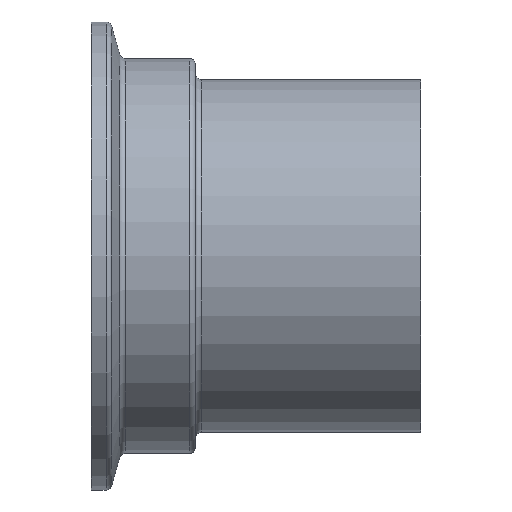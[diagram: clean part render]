
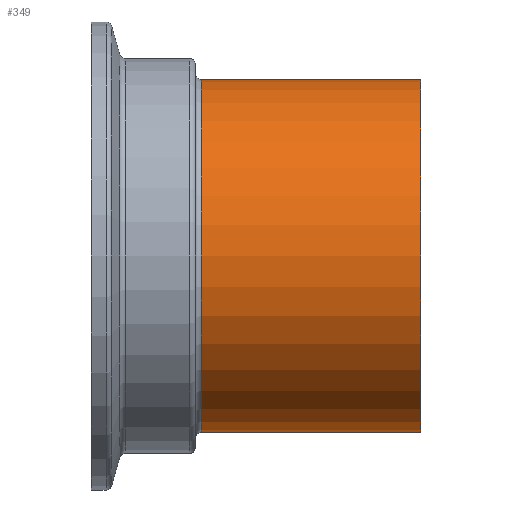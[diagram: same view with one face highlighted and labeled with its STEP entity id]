
A CAD part, front view. The second image highlights one B-rep face of the part: STEP entity #349.
In plain terms, the highlighted cylindrical face has radius 24.15 mm (diameter 48.3 mm), a partial arc.
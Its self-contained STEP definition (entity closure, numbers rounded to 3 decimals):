
#2 = ORIENTED_EDGE ( 'NONE', *, *, #591, .T. ) ;
#18 = VERTEX_POINT ( 'NONE', #103 ) ;
#28 = AXIS2_PLACEMENT_3D ( 'NONE', #486, #420, #114 ) ;
#103 = CARTESIAN_POINT ( 'NONE',  ( 34.62, 5.365, 24.15 ) ) ;
#111 = LINE ( 'NONE', #708, #334 ) ;
#114 = DIRECTION ( 'NONE',  ( 0., 0., 1. ) ) ;
#117 = CARTESIAN_POINT ( 'NONE',  ( 4.62, 5.365, 24.15 ) ) ;
#161 = CARTESIAN_POINT ( 'NONE',  ( 4.62, 5.365, -24.15 ) ) ;
#169 = DIRECTION ( 'NONE',  ( -1., 0., 0. ) ) ;
#204 = DIRECTION ( 'NONE',  ( -1., 0., 0. ) ) ;
#210 = ORIENTED_EDGE ( 'NONE', *, *, #667, .F. ) ;
#247 = VERTEX_POINT ( 'NONE', #117 ) ;
#268 = AXIS2_PLACEMENT_3D ( 'NONE', #661, #712, #537 ) ;
#320 = ORIENTED_EDGE ( 'NONE', *, *, #508, .F. ) ;
#334 = VECTOR ( 'NONE', #169, 1000. ) ;
#349 = ADVANCED_FACE ( 'NONE', ( #464 ), #392, .T. ) ;
#392 = CYLINDRICAL_SURFACE ( 'NONE', #623, 24.15 ) ;
#420 = DIRECTION ( 'NONE',  ( -1., 0., 0. ) ) ;
#439 = EDGE_LOOP ( 'NONE', ( #210, #2, #448, #320 ) ) ;
#448 = ORIENTED_EDGE ( 'NONE', *, *, #470, .T. ) ;
#464 = FACE_OUTER_BOUND ( 'NONE', #439, .T. ) ;
#470 = EDGE_CURVE ( 'NONE', #18, #247, #111, .T. ) ;
#486 = CARTESIAN_POINT ( 'NONE',  ( 34.62, 5.365, 0. ) ) ;
#496 = VERTEX_POINT ( 'NONE', #161 ) ;
#508 = EDGE_CURVE ( 'NONE', #496, #247, #519, .T. ) ;
#511 = CIRCLE ( 'NONE', #28, 24.15 ) ;
#517 = CARTESIAN_POINT ( 'NONE',  ( -172.678, 5.365, 0. ) ) ;
#519 = CIRCLE ( 'NONE', #268, 24.15 ) ;
#537 = DIRECTION ( 'NONE',  ( 0., 0., 1. ) ) ;
#542 = CARTESIAN_POINT ( 'NONE',  ( 34.62, 5.365, -24.15 ) ) ;
#545 = VERTEX_POINT ( 'NONE', #542 ) ;
#564 = CARTESIAN_POINT ( 'NONE',  ( -172.678, 5.365, -24.15 ) ) ;
#591 = EDGE_CURVE ( 'NONE', #545, #18, #511, .T. ) ;
#613 = VECTOR ( 'NONE', #631, 1000. ) ;
#623 = AXIS2_PLACEMENT_3D ( 'NONE', #517, #204, #651 ) ;
#631 = DIRECTION ( 'NONE',  ( -1., 0., 0. ) ) ;
#651 = DIRECTION ( 'NONE',  ( 0., 0., 1. ) ) ;
#661 = CARTESIAN_POINT ( 'NONE',  ( 4.62, 5.365, 0. ) ) ;
#667 = EDGE_CURVE ( 'NONE', #545, #496, #685, .T. ) ;
#685 = LINE ( 'NONE', #564, #613 ) ;
#708 = CARTESIAN_POINT ( 'NONE',  ( -172.678, 5.365, 24.15 ) ) ;
#712 = DIRECTION ( 'NONE',  ( -1., 0., 0. ) ) ;
